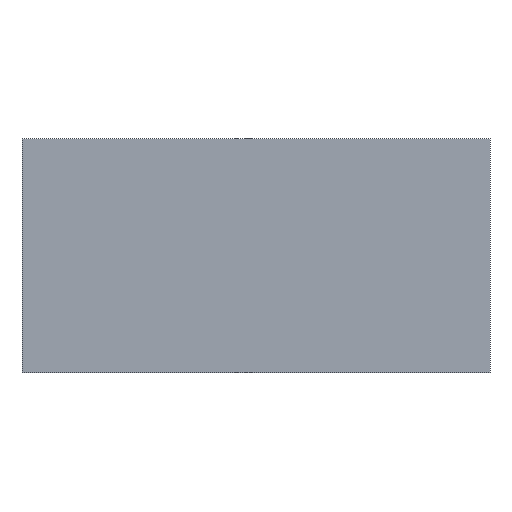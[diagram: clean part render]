
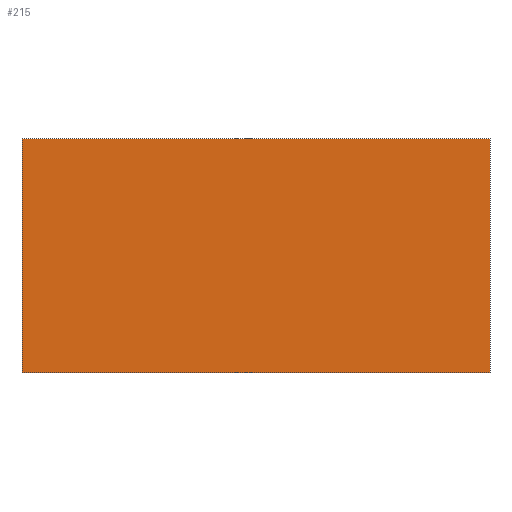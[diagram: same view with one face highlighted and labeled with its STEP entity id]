
A CAD part, front view. The second image highlights one B-rep face of the part: STEP entity #215.
In plain terms, the highlighted planar face has unit normal (0, -1, 0).
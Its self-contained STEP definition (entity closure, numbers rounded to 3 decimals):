
#1 = ORIENTED_EDGE ( 'NONE', *, *, #211, .T. ) ;
#9 = CARTESIAN_POINT ( 'NONE',  ( 0., 0., 0. ) ) ;
#16 = CARTESIAN_POINT ( 'NONE',  ( 10., 0., 5. ) ) ;
#17 = EDGE_LOOP ( 'NONE', ( #82, #159, #95, #1 ) ) ;
#18 = CARTESIAN_POINT ( 'NONE',  ( 0., 0., 0. ) ) ;
#27 = VERTEX_POINT ( 'NONE', #188 ) ;
#29 = CARTESIAN_POINT ( 'NONE',  ( 10., 0., 0. ) ) ;
#47 = DIRECTION ( 'NONE',  ( -1., 0., 0. ) ) ;
#52 = LINE ( 'NONE', #182, #210 ) ;
#58 = LINE ( 'NONE', #237, #85 ) ;
#62 = EDGE_CURVE ( 'NONE', #185, #152, #52, .T. ) ;
#78 = EDGE_CURVE ( 'NONE', #152, #27, #58, .T. ) ;
#79 = LINE ( 'NONE', #172, #148 ) ;
#82 = ORIENTED_EDGE ( 'NONE', *, *, #196, .T. ) ;
#85 = VECTOR ( 'NONE', #157, 1000. ) ;
#95 = ORIENTED_EDGE ( 'NONE', *, *, #78, .T. ) ;
#114 = LINE ( 'NONE', #29, #168 ) ;
#119 = VERTEX_POINT ( 'NONE', #16 ) ;
#121 = DIRECTION ( 'NONE',  ( 0., 0., -1. ) ) ;
#144 = FACE_OUTER_BOUND ( 'NONE', #17, .T. ) ;
#148 = VECTOR ( 'NONE', #47, 1000. ) ;
#152 = VERTEX_POINT ( 'NONE', #9 ) ;
#157 = DIRECTION ( 'NONE',  ( 1., 0., 0. ) ) ;
#159 = ORIENTED_EDGE ( 'NONE', *, *, #62, .T. ) ;
#168 = VECTOR ( 'NONE', #194, 1000. ) ;
#172 = CARTESIAN_POINT ( 'NONE',  ( 0., 0., 5. ) ) ;
#176 = DIRECTION ( 'NONE',  ( 0., 1., 0. ) ) ;
#181 = DIRECTION ( 'NONE',  ( 1., 0., 0. ) ) ;
#182 = CARTESIAN_POINT ( 'NONE',  ( 0., 0., 0. ) ) ;
#185 = VERTEX_POINT ( 'NONE', #233 ) ;
#188 = CARTESIAN_POINT ( 'NONE',  ( 10., 0., 0. ) ) ;
#194 = DIRECTION ( 'NONE',  ( 0., 0., 1. ) ) ;
#196 = EDGE_CURVE ( 'NONE', #119, #185, #79, .T. ) ;
#210 = VECTOR ( 'NONE', #121, 1000. ) ;
#211 = EDGE_CURVE ( 'NONE', #27, #119, #114, .T. ) ;
#215 = ADVANCED_FACE ( 'NONE', ( #144 ), #225, .F. ) ;
#225 = PLANE ( 'NONE',  #236 ) ;
#233 = CARTESIAN_POINT ( 'NONE',  ( 0., 0., 5. ) ) ;
#236 = AXIS2_PLACEMENT_3D ( 'NONE', #18, #176, #181 ) ;
#237 = CARTESIAN_POINT ( 'NONE',  ( 0., 0., 0. ) ) ;
